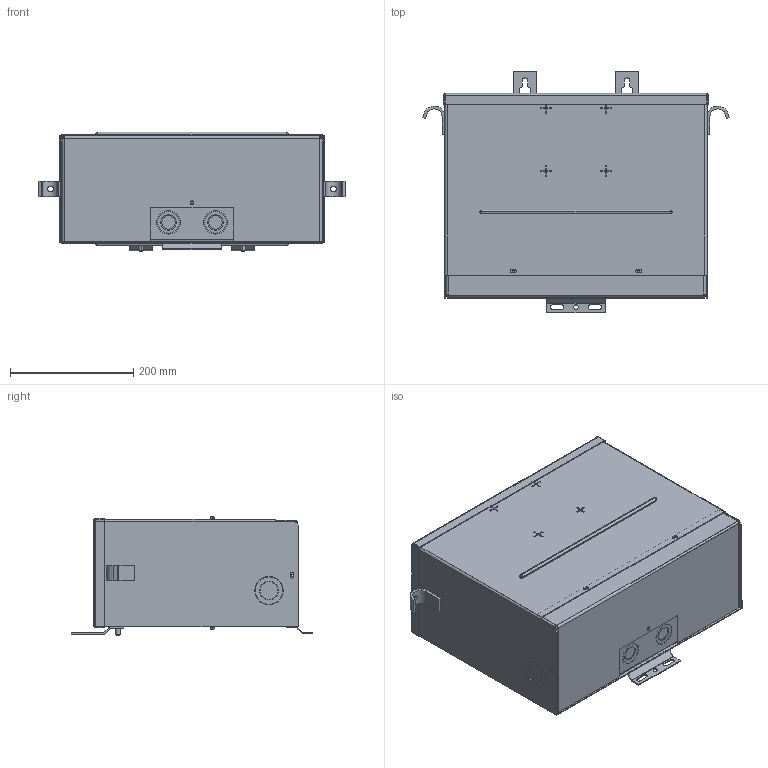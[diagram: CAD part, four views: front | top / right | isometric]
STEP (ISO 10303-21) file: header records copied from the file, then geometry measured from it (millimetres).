
FILE_DESCRIPTION (( 'STEP AP214' ), '1' );
FILE_NAME ('T2527071.STEP', '2016-07-18T12:35:27', ( '' ), ( '' ), 'SwSTEP 2.0', 'SolidWorks 2012', '' );
FILE_SCHEMA (( 'AUTOMOTIVE_DESIGN' ));
Length unit declared in the file: inch
Products named in the file (11): B   -113964-; A  1-115443-; A   -700716-; C  5-700091-; D  4-700088-; A  1-85784-; A  2-1430301-; B  5-113963-; D  4-700088-B; D  4-700088-A; T2527071
Assembly tree (13 placements, depth 3):
  T2527071
    D  4-700088-
      D  4-700088-A
      D  4-700088-B
      B  5-113963-
      A  2-1430301-  x2
      A  1-85784-  x2
    C  5-700091-
    A   -700716-
    A  1-115443-  x2
    B   -113964-
Bounding box: 496.63 x 391.89 x 193.62 mm (x, y, z)
Volume: 924357.8 mm3; surface area: 1210057.3 mm2
Topology: 12 solids, 12 shells, 571 faces, 1363 edges, 846 vertices
Faces by surface type: plane 350, cylinder 181, torus 20, bspline 16, cone 4
Entity records: 16650 total; most frequent: CARTESIAN_POINT 3774, DIRECTION 2592, ORIENTED_EDGE 2504, EDGE_CURVE 1252, LINE 884, VECTOR 884, AXIS2_PLACEMENT_3D 854, VERTEX_POINT 778
